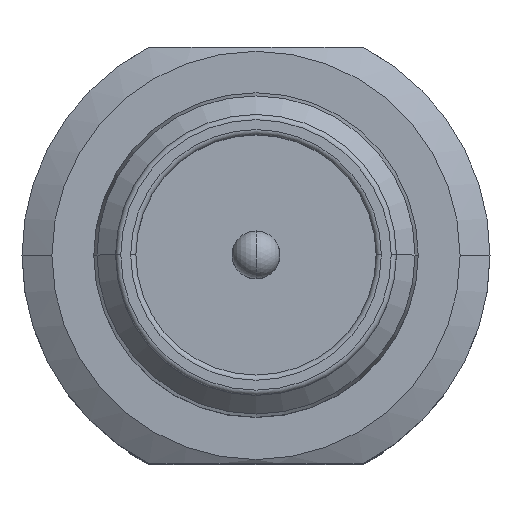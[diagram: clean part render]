
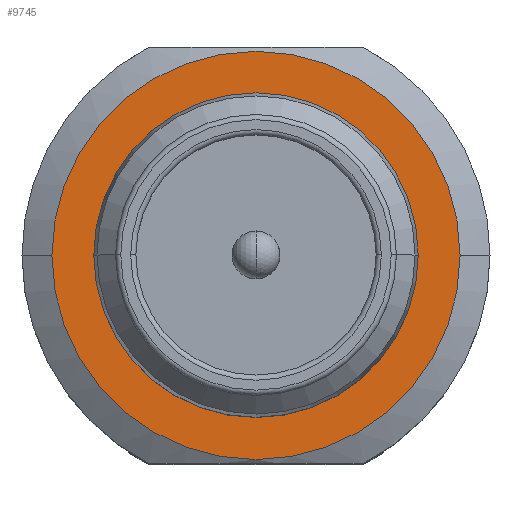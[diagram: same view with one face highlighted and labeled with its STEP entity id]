
A CAD part, top view. The second image highlights one B-rep face of the part: STEP entity #9745.
In plain terms, the highlighted planar face has unit normal (0, 0, 1).
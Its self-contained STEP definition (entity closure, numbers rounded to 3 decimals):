
#111 = FACE_BOUND ( 'NONE', #15823, .T. ) ;
#581 = VERTEX_POINT ( 'NONE', #5423 ) ;
#687 = ORIENTED_EDGE ( 'NONE', *, *, #1599, .T. ) ;
#1599 = EDGE_CURVE ( 'NONE', #16456, #16469, #2154, .T. ) ;
#1703 = CIRCLE ( 'NONE', #5474, 3.925 ) ;
#2154 = CIRCLE ( 'NONE', #15215, 2.9 ) ;
#2217 = CIRCLE ( 'NONE', #9093, 3.925 ) ;
#2427 = ORIENTED_EDGE ( 'NONE', *, *, #12321, .F. ) ;
#2729 = EDGE_CURVE ( 'NONE', #581, #12031, #1703, .T. ) ;
#3252 = FACE_OUTER_BOUND ( 'NONE', #14461, .T. ) ;
#3853 = DIRECTION ( 'NONE',  ( 0., 0., -1. ) ) ;
#4316 = PLANE ( 'NONE',  #10505 ) ;
#4854 = CARTESIAN_POINT ( 'NONE',  ( 0., 0., -6. ) ) ;
#5272 = EDGE_CURVE ( 'NONE', #16469, #16456, #9254, .T. ) ;
#5423 = CARTESIAN_POINT ( 'NONE',  ( 3.925, 0., -6. ) ) ;
#5474 = AXIS2_PLACEMENT_3D ( 'NONE', #10965, #3853, #10845 ) ;
#5621 = DIRECTION ( 'NONE',  ( 0., 0., 1. ) ) ;
#5689 = AXIS2_PLACEMENT_3D ( 'NONE', #16707, #16653, #16628 ) ;
#6168 = DIRECTION ( 'NONE',  ( -1., 0., 0. ) ) ;
#7413 = DIRECTION ( 'NONE',  ( 1., 0., 0. ) ) ;
#7512 = DIRECTION ( 'NONE',  ( 0., 0., -1. ) ) ;
#7642 = CARTESIAN_POINT ( 'NONE',  ( 0., 0., -6. ) ) ;
#8394 = ORIENTED_EDGE ( 'NONE', *, *, #5272, .T. ) ;
#9093 = AXIS2_PLACEMENT_3D ( 'NONE', #4854, #14175, #6168 ) ;
#9254 = CIRCLE ( 'NONE', #5689, 2.9 ) ;
#9724 = CARTESIAN_POINT ( 'NONE',  ( -2.9, 0., -6. ) ) ;
#9745 = ADVANCED_FACE ( 'NONE', ( #111, #3252 ), #4316, .T. ) ;
#10505 = AXIS2_PLACEMENT_3D ( 'NONE', #13633, #5621, #15006 ) ;
#10845 = DIRECTION ( 'NONE',  ( -1., 0., 0. ) ) ;
#10965 = CARTESIAN_POINT ( 'NONE',  ( 0., 0., -6. ) ) ;
#12031 = VERTEX_POINT ( 'NONE', #14856 ) ;
#12321 = EDGE_CURVE ( 'NONE', #12031, #581, #2217, .T. ) ;
#13633 = CARTESIAN_POINT ( 'NONE',  ( 0., 3.925, -6. ) ) ;
#14175 = DIRECTION ( 'NONE',  ( 0., 0., -1. ) ) ;
#14283 = ORIENTED_EDGE ( 'NONE', *, *, #2729, .F. ) ;
#14461 = EDGE_LOOP ( 'NONE', ( #2427, #14283 ) ) ;
#14856 = CARTESIAN_POINT ( 'NONE',  ( -3.925, 0., -6. ) ) ;
#15006 = DIRECTION ( 'NONE',  ( 1., 0., 0. ) ) ;
#15215 = AXIS2_PLACEMENT_3D ( 'NONE', #7642, #7512, #7413 ) ;
#15823 = EDGE_LOOP ( 'NONE', ( #687, #8394 ) ) ;
#16303 = CARTESIAN_POINT ( 'NONE',  ( 2.9, 0., -6. ) ) ;
#16456 = VERTEX_POINT ( 'NONE', #16303 ) ;
#16469 = VERTEX_POINT ( 'NONE', #9724 ) ;
#16628 = DIRECTION ( 'NONE',  ( 1., 0., 0. ) ) ;
#16653 = DIRECTION ( 'NONE',  ( 0., 0., -1. ) ) ;
#16707 = CARTESIAN_POINT ( 'NONE',  ( 0., 0., -6. ) ) ;
